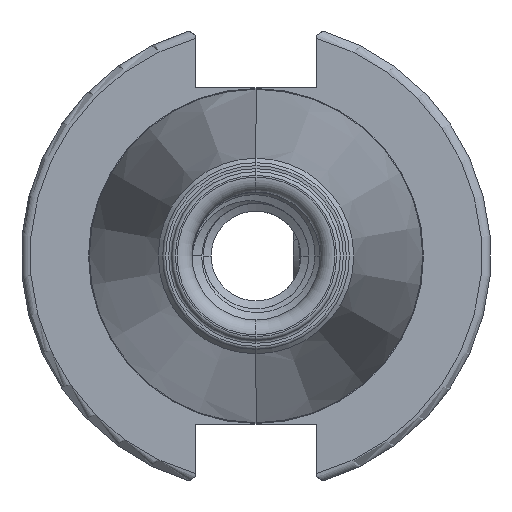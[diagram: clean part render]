
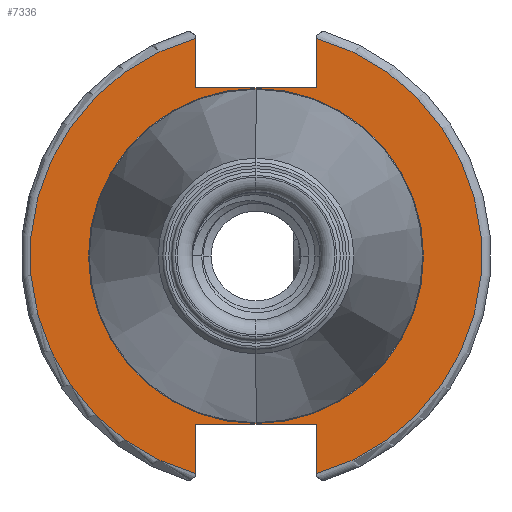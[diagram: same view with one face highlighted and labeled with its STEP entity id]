
A CAD part, left-side view. The second image highlights one B-rep face of the part: STEP entity #7336.
In plain terms, the highlighted planar face has unit normal (-1, 0, 0).
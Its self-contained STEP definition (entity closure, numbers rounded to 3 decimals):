
#151 = VERTEX_POINT ( 'NONE', #3334 ) ;
#214 = VERTEX_POINT ( 'NONE', #3385 ) ;
#259 = VERTEX_POINT ( 'NONE', #3498 ) ;
#261 = VERTEX_POINT ( 'NONE', #3489 ) ;
#262 = VERTEX_POINT ( 'NONE', #3490 ) ;
#280 = VERTEX_POINT ( 'NONE', #3472 ) ;
#283 = VERTEX_POINT ( 'NONE', #3444 ) ;
#297 = VERTEX_POINT ( 'NONE', #3526 ) ;
#301 = VERTEX_POINT ( 'NONE', #3505 ) ;
#305 = VERTEX_POINT ( 'NONE', #3514 ) ;
#502 = EDGE_LOOP ( 'NONE', ( #12535, #12523, #12531, #12533, #12528, #12542, #12519, #12521 ) ) ;
#507 = EDGE_LOOP ( 'NONE', ( #12545, #12525 ) ) ;
#1966 = PLANE ( 'NONE',  #11394 ) ;
#1992 = CARTESIAN_POINT ( 'NONE',  ( -5., 22.398, 0. ) ) ;
#1996 = DIRECTION ( 'NONE',  ( 1., 0., 0. ) ) ;
#2015 = DIRECTION ( 'NONE',  ( 0., 0., -1. ) ) ;
#2459 = LINE ( 'NONE', #8551, #2480 ) ;
#2479 = LINE ( 'NONE', #7448, #2486 ) ;
#2480 = VECTOR ( 'NONE', #8653, 1000. ) ;
#2481 = CIRCLE ( 'NONE', #8891, 30.2 ) ;
#2486 = VECTOR ( 'NONE', #7467, 1000. ) ;
#3334 = CARTESIAN_POINT ( 'NONE',  ( -5., 0., 22.398 ) ) ;
#3385 = CARTESIAN_POINT ( 'NONE',  ( -5., 0., -22.398 ) ) ;
#3444 = CARTESIAN_POINT ( 'NONE',  ( -5., -8.075, 29.1 ) ) ;
#3472 = CARTESIAN_POINT ( 'NONE',  ( -5., -8.075, 22.5 ) ) ;
#3489 = CARTESIAN_POINT ( 'NONE',  ( -5., -8.075, -29.1 ) ) ;
#3490 = CARTESIAN_POINT ( 'NONE',  ( -5., 8.075, -22.5 ) ) ;
#3498 = CARTESIAN_POINT ( 'NONE',  ( -5., -8.075, -22.5 ) ) ;
#3505 = CARTESIAN_POINT ( 'NONE',  ( -5., 8.075, 22.5 ) ) ;
#3514 = CARTESIAN_POINT ( 'NONE',  ( -5., 8.075, 29.1 ) ) ;
#3526 = CARTESIAN_POINT ( 'NONE',  ( -5., 8.075, -29.1 ) ) ;
#6915 = CIRCLE ( 'NONE', #8993, 30.2 ) ;
#7206 = CIRCLE ( 'NONE', #8958, 22.398 ) ;
#7336 = ADVANCED_FACE ( 'NONE', ( #8134, #8136 ), #1966, .F. ) ;
#7441 = DIRECTION ( 'NONE',  ( -1., 0., 0. ) ) ;
#7445 = DIRECTION ( 'NONE',  ( 0., 0., 1. ) ) ;
#7448 = CARTESIAN_POINT ( 'NONE',  ( -5., -8.075, -22.5 ) ) ;
#7461 = CARTESIAN_POINT ( 'NONE',  ( -5., 0., 0. ) ) ;
#7467 = DIRECTION ( 'NONE',  ( 0., -1., 0. ) ) ;
#8134 = FACE_OUTER_BOUND ( 'NONE', #502, .T. ) ;
#8136 = FACE_BOUND ( 'NONE', #507, .T. ) ;
#8551 = CARTESIAN_POINT ( 'NONE',  ( -5., 8.075, -31.4 ) ) ;
#8595 = CARTESIAN_POINT ( 'NONE',  ( -5., 0., 0. ) ) ;
#8606 = DIRECTION ( 'NONE',  ( 0., 0., 1. ) ) ;
#8615 = DIRECTION ( 'NONE',  ( -1., 0., 0. ) ) ;
#8653 = DIRECTION ( 'NONE',  ( 0., 0., 1. ) ) ;
#8844 = DIRECTION ( 'NONE',  ( 0., 0., -1. ) ) ;
#8861 = CARTESIAN_POINT ( 'NONE',  ( -5., -8.075, 31.4 ) ) ;
#8891 = AXIS2_PLACEMENT_3D ( 'NONE', #7461, #7441, #7445 ) ;
#8913 = AXIS2_PLACEMENT_3D ( 'NONE', #8595, #8615, #8606 ) ;
#8958 = AXIS2_PLACEMENT_3D ( 'NONE', #17558, #17553, #17565 ) ;
#8993 = AXIS2_PLACEMENT_3D ( 'NONE', #11954, #11930, #11929 ) ;
#9617 = CARTESIAN_POINT ( 'NONE',  ( -5., -8.075, 22.5 ) ) ;
#9618 = DIRECTION ( 'NONE',  ( 0., -1., 0. ) ) ;
#9630 = CARTESIAN_POINT ( 'NONE',  ( -5., -8.075, -31.4 ) ) ;
#9652 = DIRECTION ( 'NONE',  ( 0., 0., 1. ) ) ;
#11107 = EDGE_CURVE ( 'NONE', #261, #259, #12058, .T. ) ;
#11116 = EDGE_CURVE ( 'NONE', #301, #280, #12059, .T. ) ;
#11131 = EDGE_CURVE ( 'NONE', #305, #301, #12075, .T. ) ;
#11139 = EDGE_CURVE ( 'NONE', #151, #214, #12035, .T. ) ;
#11153 = EDGE_CURVE ( 'NONE', #283, #280, #12041, .T. ) ;
#11191 = EDGE_CURVE ( 'NONE', #297, #262, #2459, .T. ) ;
#11198 = EDGE_CURVE ( 'NONE', #262, #259, #2479, .T. ) ;
#11200 = EDGE_CURVE ( 'NONE', #261, #283, #2481, .T. ) ;
#11394 = AXIS2_PLACEMENT_3D ( 'NONE', #1992, #1996, #2015 ) ;
#11929 = DIRECTION ( 'NONE',  ( 0., 0., 1. ) ) ;
#11930 = DIRECTION ( 'NONE',  ( -1., 0., 0. ) ) ;
#11954 = CARTESIAN_POINT ( 'NONE',  ( -5., 0., 0. ) ) ;
#12035 = CIRCLE ( 'NONE', #8913, 22.398 ) ;
#12041 = LINE ( 'NONE', #8861, #12049 ) ;
#12049 = VECTOR ( 'NONE', #8844, 1000. ) ;
#12056 = VECTOR ( 'NONE', #9652, 1000. ) ;
#12057 = VECTOR ( 'NONE', #9618, 1000. ) ;
#12058 = LINE ( 'NONE', #9630, #12056 ) ;
#12059 = LINE ( 'NONE', #9617, #12057 ) ;
#12066 = VECTOR ( 'NONE', #17303, 1000. ) ;
#12075 = LINE ( 'NONE', #17308, #12066 ) ;
#12519 = ORIENTED_EDGE ( 'NONE', *, *, #11116, .F. ) ;
#12521 = ORIENTED_EDGE ( 'NONE', *, *, #11131, .F. ) ;
#12523 = ORIENTED_EDGE ( 'NONE', *, *, #11191, .T. ) ;
#12525 = ORIENTED_EDGE ( 'NONE', *, *, #14264, .F. ) ;
#12528 = ORIENTED_EDGE ( 'NONE', *, *, #11200, .T. ) ;
#12531 = ORIENTED_EDGE ( 'NONE', *, *, #11198, .T. ) ;
#12533 = ORIENTED_EDGE ( 'NONE', *, *, #11107, .F. ) ;
#12535 = ORIENTED_EDGE ( 'NONE', *, *, #14465, .T. ) ;
#12542 = ORIENTED_EDGE ( 'NONE', *, *, #11153, .T. ) ;
#12545 = ORIENTED_EDGE ( 'NONE', *, *, #11139, .F. ) ;
#14264 = EDGE_CURVE ( 'NONE', #214, #151, #7206, .T. ) ;
#14465 = EDGE_CURVE ( 'NONE', #305, #297, #6915, .T. ) ;
#17303 = DIRECTION ( 'NONE',  ( 0., 0., -1. ) ) ;
#17308 = CARTESIAN_POINT ( 'NONE',  ( -5., 8.075, 31.4 ) ) ;
#17553 = DIRECTION ( 'NONE',  ( -1., 0., 0. ) ) ;
#17558 = CARTESIAN_POINT ( 'NONE',  ( -5., 0., 0. ) ) ;
#17565 = DIRECTION ( 'NONE',  ( 0., 0., 1. ) ) ;
